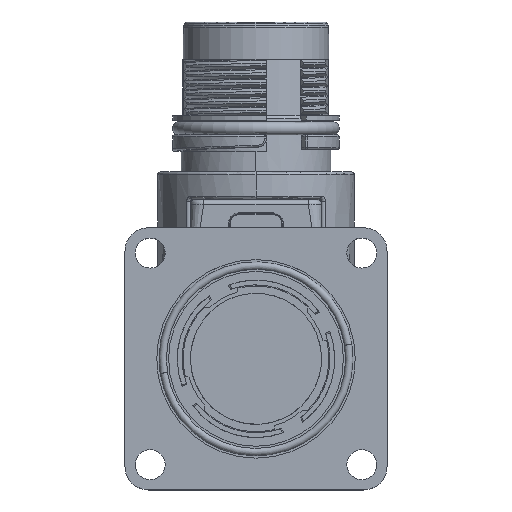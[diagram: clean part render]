
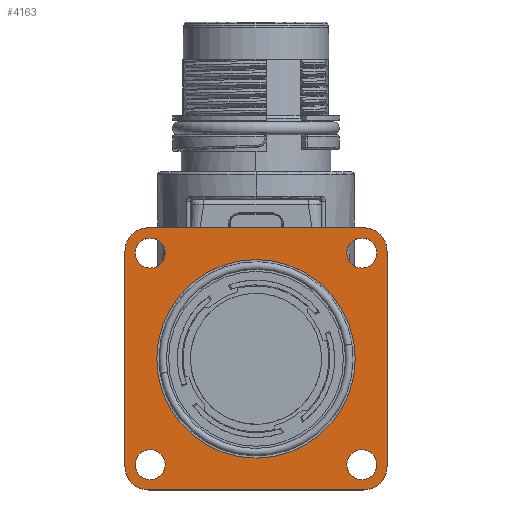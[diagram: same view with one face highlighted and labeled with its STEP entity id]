
A CAD part, top view. The second image highlights one B-rep face of the part: STEP entity #4163.
In plain terms, the highlighted planar face has unit normal (0, 0, 1).
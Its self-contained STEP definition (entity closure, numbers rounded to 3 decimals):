
#1913=FACE_BOUND('',#7174,.T.);
#1914=FACE_BOUND('',#7175,.T.);
#1915=FACE_BOUND('',#7176,.T.);
#1916=FACE_BOUND('',#7177,.T.);
#1917=FACE_BOUND('',#7178,.T.);
#1918=FACE_BOUND('',#7179,.T.);
#2964=CIRCLE('',#24858,10.6);
#2966=CIRCLE('',#24861,10.6);
#2967=CIRCLE('',#24863,2.5);
#2969=CIRCLE('',#24867,2.5);
#2971=CIRCLE('',#24871,2.5);
#2973=CIRCLE('',#24875,2.5);
#3048=CIRCLE('',#25026,1.6);
#3050=CIRCLE('',#25029,1.6);
#3052=CIRCLE('',#25032,1.6);
#3054=CIRCLE('',#25035,1.6);
#3056=CIRCLE('',#25038,1.6);
#3058=CIRCLE('',#25041,1.6);
#3060=CIRCLE('',#25044,1.6);
#3063=CIRCLE('',#25049,1.6);
#4163=ADVANCED_FACE('',(#1913,#1914,#1915,#1916,#1917,#1918),#4773,.F.);
#4773=PLANE('',#25051);
#7174=EDGE_LOOP('',(#16459,#16460,#16461,#16462,#16463,#16464,#16465,#16466));
#7175=EDGE_LOOP('',(#16467,#16468));
#7176=EDGE_LOOP('',(#16469,#16470));
#7177=EDGE_LOOP('',(#16471,#16472));
#7178=EDGE_LOOP('',(#16473,#16474));
#7179=EDGE_LOOP('',(#16475,#16476));
#9790=LINE('',#43407,#10828);
#9794=LINE('',#43419,#10832);
#9798=LINE('',#43431,#10836);
#9801=LINE('',#43440,#10839);
#10828=VECTOR('',#28745,1.);
#10832=VECTOR('',#28757,1.);
#10836=VECTOR('',#28769,1.);
#10839=VECTOR('',#28780,1.);
#16459=ORIENTED_EDGE('',*,*,#22521,.T.);
#16460=ORIENTED_EDGE('',*,*,#22500,.T.);
#16461=ORIENTED_EDGE('',*,*,#22504,.T.);
#16462=ORIENTED_EDGE('',*,*,#22507,.T.);
#16463=ORIENTED_EDGE('',*,*,#22510,.T.);
#16464=ORIENTED_EDGE('',*,*,#22513,.T.);
#16465=ORIENTED_EDGE('',*,*,#22516,.T.);
#16466=ORIENTED_EDGE('',*,*,#22519,.T.);
#16467=ORIENTED_EDGE('',*,*,#22934,.T.);
#16468=ORIENTED_EDGE('',*,*,#22950,.T.);
#16469=ORIENTED_EDGE('',*,*,#22938,.T.);
#16470=ORIENTED_EDGE('',*,*,#22941,.T.);
#16471=ORIENTED_EDGE('',*,*,#22944,.T.);
#16472=ORIENTED_EDGE('',*,*,#22947,.T.);
#16473=ORIENTED_EDGE('',*,*,#22928,.T.);
#16474=ORIENTED_EDGE('',*,*,#22931,.T.);
#16475=ORIENTED_EDGE('',*,*,#22496,.F.);
#16476=ORIENTED_EDGE('',*,*,#22498,.F.);
#19549=VERTEX_POINT('',#43385);
#19551=VERTEX_POINT('',#43389);
#19552=VERTEX_POINT('',#43396);
#19554=VERTEX_POINT('',#43399);
#19556=VERTEX_POINT('',#43405);
#19558=VERTEX_POINT('',#43411);
#19560=VERTEX_POINT('',#43417);
#19562=VERTEX_POINT('',#43423);
#19564=VERTEX_POINT('',#43429);
#19566=VERTEX_POINT('',#43435);
#19879=VERTEX_POINT('',#46481);
#19880=VERTEX_POINT('',#46483);
#19883=VERTEX_POINT('',#46493);
#19884=VERTEX_POINT('',#46495);
#19887=VERTEX_POINT('',#46502);
#19888=VERTEX_POINT('',#46504);
#19891=VERTEX_POINT('',#46514);
#19892=VERTEX_POINT('',#46516);
#22496=EDGE_CURVE('',#19551,#19549,#2964,.T.);
#22498=EDGE_CURVE('',#19549,#19551,#2966,.T.);
#22500=EDGE_CURVE('',#19554,#19552,#2967,.T.);
#22504=EDGE_CURVE('',#19552,#19556,#9790,.T.);
#22507=EDGE_CURVE('',#19556,#19558,#2969,.T.);
#22510=EDGE_CURVE('',#19558,#19560,#9794,.T.);
#22513=EDGE_CURVE('',#19560,#19562,#2971,.T.);
#22516=EDGE_CURVE('',#19562,#19564,#9798,.T.);
#22519=EDGE_CURVE('',#19564,#19566,#2973,.T.);
#22521=EDGE_CURVE('',#19566,#19554,#9801,.T.);
#22928=EDGE_CURVE('',#19880,#19879,#3048,.T.);
#22931=EDGE_CURVE('',#19879,#19880,#3050,.T.);
#22934=EDGE_CURVE('',#19884,#19883,#3052,.T.);
#22938=EDGE_CURVE('',#19888,#19887,#3054,.T.);
#22941=EDGE_CURVE('',#19887,#19888,#3056,.T.);
#22944=EDGE_CURVE('',#19892,#19891,#3058,.T.);
#22947=EDGE_CURVE('',#19891,#19892,#3060,.T.);
#22950=EDGE_CURVE('',#19883,#19884,#3063,.T.);
#24858=AXIS2_PLACEMENT_3D('',#43390,#28726,#28727);
#24861=AXIS2_PLACEMENT_3D('',#43393,#28732,#28733);
#24863=AXIS2_PLACEMENT_3D('',#43398,#28737,#28738);
#24867=AXIS2_PLACEMENT_3D('',#43413,#28750,#28751);
#24871=AXIS2_PLACEMENT_3D('',#43425,#28762,#28763);
#24875=AXIS2_PLACEMENT_3D('',#43437,#28774,#28775);
#25026=AXIS2_PLACEMENT_3D('',#46482,#29119,#29120);
#25029=AXIS2_PLACEMENT_3D('',#46488,#29126,#29127);
#25032=AXIS2_PLACEMENT_3D('',#46494,#29133,#29134);
#25035=AXIS2_PLACEMENT_3D('',#46503,#29141,#29142);
#25038=AXIS2_PLACEMENT_3D('',#46509,#29148,#29149);
#25041=AXIS2_PLACEMENT_3D('',#46515,#29155,#29156);
#25044=AXIS2_PLACEMENT_3D('',#46521,#29162,#29163);
#25049=AXIS2_PLACEMENT_3D('',#46526,#29172,#29173);
#25051=AXIS2_PLACEMENT_3D('',#46528,#29176,#29177);
#28726=DIRECTION('',(0.,0.,1.));
#28727=DIRECTION('',(0.,1.,0.));
#28732=DIRECTION('',(0.,0.,1.));
#28733=DIRECTION('',(0.,-1.,0.));
#28737=DIRECTION('',(0.,0.,1.));
#28738=DIRECTION('',(1.,0.,0.));
#28745=DIRECTION('',(-1.,0.,0.));
#28750=DIRECTION('',(0.,0.,1.));
#28751=DIRECTION('',(0.,1.,0.));
#28757=DIRECTION('',(0.,-1.,0.));
#28762=DIRECTION('',(0.,0.,1.));
#28763=DIRECTION('',(-1.,0.,0.));
#28769=DIRECTION('',(1.,0.,0.));
#28774=DIRECTION('',(0.,0.,1.));
#28775=DIRECTION('',(0.,-1.,0.));
#28780=DIRECTION('',(0.,1.,0.));
#29119=DIRECTION('',(0.,0.,-1.));
#29120=DIRECTION('',(0.,1.,0.));
#29126=DIRECTION('',(0.,0.,-1.));
#29127=DIRECTION('',(0.,-1.,0.));
#29133=DIRECTION('',(0.,0.,-1.));
#29134=DIRECTION('',(0.,1.,0.));
#29141=DIRECTION('',(0.,0.,-1.));
#29142=DIRECTION('',(0.,1.,0.));
#29148=DIRECTION('',(0.,0.,-1.));
#29149=DIRECTION('',(0.,-1.,0.));
#29155=DIRECTION('',(0.,0.,-1.));
#29156=DIRECTION('',(0.,1.,0.));
#29162=DIRECTION('',(0.,0.,-1.));
#29163=DIRECTION('',(0.,-1.,0.));
#29172=DIRECTION('',(0.,0.,-1.));
#29173=DIRECTION('',(0.,-1.,0.));
#29176=DIRECTION('',(0.,0.,-1.));
#29177=DIRECTION('',(0.,-1.,0.));
#43385=CARTESIAN_POINT('',(0.,-30.6,22.));
#43389=CARTESIAN_POINT('',(0.,-9.4,22.));
#43390=CARTESIAN_POINT('',(0.,-20.,22.));
#43393=CARTESIAN_POINT('',(0.,-20.,22.));
#43396=CARTESIAN_POINT('',(11.5,-6.,22.));
#43398=CARTESIAN_POINT('',(11.5,-8.5,22.));
#43399=CARTESIAN_POINT('',(14.,-8.5,22.));
#43405=CARTESIAN_POINT('',(-11.5,-6.,22.));
#43407=CARTESIAN_POINT('',(11.5,-6.,22.));
#43411=CARTESIAN_POINT('',(-14.,-8.5,22.));
#43413=CARTESIAN_POINT('',(-11.5,-8.5,22.));
#43417=CARTESIAN_POINT('',(-14.,-31.5,22.));
#43419=CARTESIAN_POINT('',(-14.,-8.5,22.));
#43423=CARTESIAN_POINT('',(-11.5,-34.,22.));
#43425=CARTESIAN_POINT('',(-11.5,-31.5,22.));
#43429=CARTESIAN_POINT('',(11.5,-34.,22.));
#43431=CARTESIAN_POINT('',(-11.5,-34.,22.));
#43435=CARTESIAN_POINT('',(14.,-31.5,22.));
#43437=CARTESIAN_POINT('',(11.5,-31.5,22.));
#43440=CARTESIAN_POINT('',(14.,-31.5,22.));
#46481=CARTESIAN_POINT('',(11.3,-32.9,22.));
#46482=CARTESIAN_POINT('',(11.3,-31.3,22.));
#46483=CARTESIAN_POINT('',(11.3,-29.7,22.));
#46488=CARTESIAN_POINT('',(11.3,-31.3,22.));
#46493=CARTESIAN_POINT('',(-11.3,-32.9,22.));
#46494=CARTESIAN_POINT('',(-11.3,-31.3,22.));
#46495=CARTESIAN_POINT('',(-11.3,-29.7,22.));
#46502=CARTESIAN_POINT('',(-11.3,-10.3,22.));
#46503=CARTESIAN_POINT('',(-11.3,-8.7,22.));
#46504=CARTESIAN_POINT('',(-11.3,-7.1,22.));
#46509=CARTESIAN_POINT('',(-11.3,-8.7,22.));
#46514=CARTESIAN_POINT('',(11.3,-10.3,22.));
#46515=CARTESIAN_POINT('',(11.3,-8.7,22.));
#46516=CARTESIAN_POINT('',(11.3,-7.1,22.));
#46521=CARTESIAN_POINT('',(11.3,-8.7,22.));
#46526=CARTESIAN_POINT('',(-11.3,-31.3,22.));
#46528=CARTESIAN_POINT('',(0.,-20.,22.));
